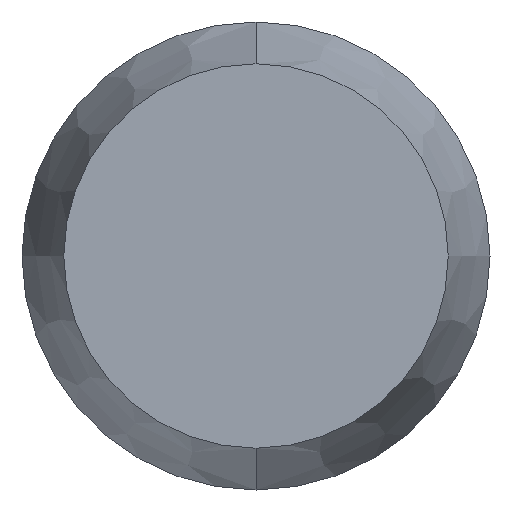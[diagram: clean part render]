
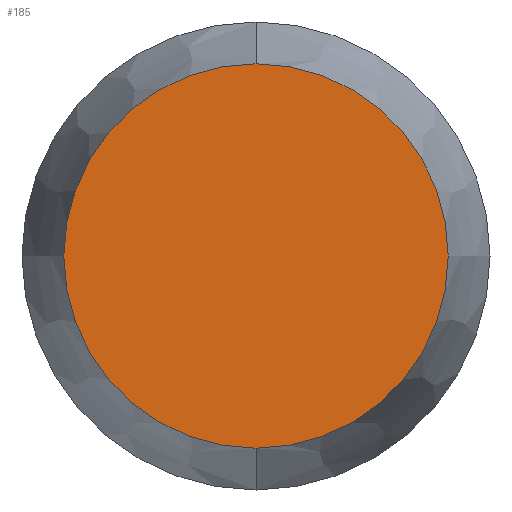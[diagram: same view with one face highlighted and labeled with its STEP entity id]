
A CAD part, front view. The second image highlights one B-rep face of the part: STEP entity #185.
In plain terms, the highlighted planar face has unit normal (0, -1, 0).
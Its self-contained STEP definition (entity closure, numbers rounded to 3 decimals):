
#147 = EDGE_CURVE('',#148,#150,#152,.T.);
#148 = VERTEX_POINT('',#149);
#149 = CARTESIAN_POINT('',(0.,-15.562,-5.633
    ));
#150 = VERTEX_POINT('',#151);
#151 = CARTESIAN_POINT('',(0.,-15.562,5.633));
#152 = CIRCLE('',#153,5.633);
#153 = AXIS2_PLACEMENT_3D('',#154,#155,#156);
#154 = CARTESIAN_POINT('',(0.,-15.562,0.));
#155 = DIRECTION('',(0.,-1.,0.));
#156 = DIRECTION('',(0.,0.,1.));
#185 = ADVANCED_FACE('',(#186),#196,.T.);
#186 = FACE_BOUND('',#187,.T.);
#187 = EDGE_LOOP('',(#188,#195));
#188 = ORIENTED_EDGE('',*,*,#189,.T.);
#189 = EDGE_CURVE('',#150,#148,#190,.T.);
#190 = CIRCLE('',#191,5.633);
#191 = AXIS2_PLACEMENT_3D('',#192,#193,#194);
#192 = CARTESIAN_POINT('',(0.,-15.562,0.));
#193 = DIRECTION('',(0.,-1.,0.));
#194 = DIRECTION('',(0.,0.,1.));
#195 = ORIENTED_EDGE('',*,*,#147,.T.);
#196 = PLANE('',#197);
#197 = AXIS2_PLACEMENT_3D('',#198,#199,#200);
#198 = CARTESIAN_POINT('',(-5.701,-15.562,-5.701));
#199 = DIRECTION('',(0.,-1.,0.));
#200 = DIRECTION('',(0.,0.,-1.));
